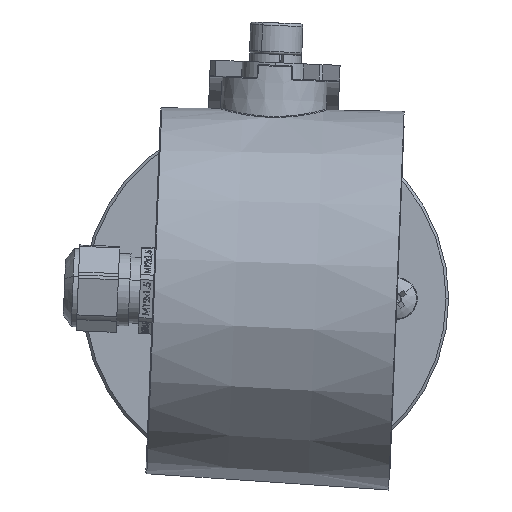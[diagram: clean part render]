
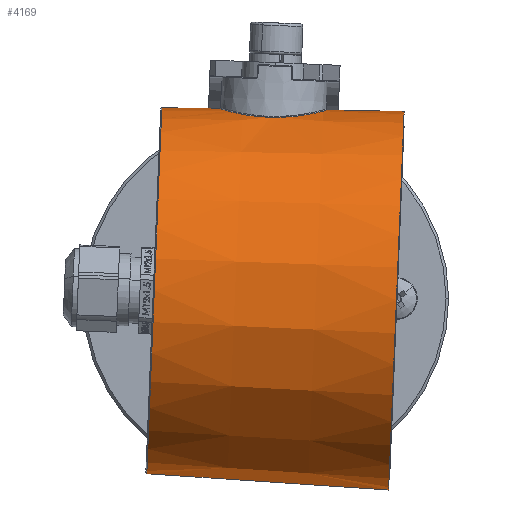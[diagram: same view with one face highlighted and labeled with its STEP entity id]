
A CAD part, top view. The second image highlights one B-rep face of the part: STEP entity #4169.
In plain terms, the highlighted conical face has half-angle 1.5 degrees and reference radius 35 mm.
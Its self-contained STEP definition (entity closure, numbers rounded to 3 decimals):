
#128 = CARTESIAN_POINT ( 'NONE',  ( 35.813, 1.341, 31.783 ) ) ;
#217 = DIRECTION ( 'NONE',  ( 0., 0., 1. ) ) ;
#1538 = CARTESIAN_POINT ( 'NONE',  ( 34.343, 8.664, 15.767 ) ) ;
#1714 = CARTESIAN_POINT ( 'NONE',  ( 35.292, 0.511, 11.148 ) ) ;
#2049 = CARTESIAN_POINT ( 'NONE',  ( 34.125, 9.666, 17.831 ) ) ;
#2099 = EDGE_CURVE ( 'NONE', #22438, #17275, #13023, .T. ) ;
#2179 = CARTESIAN_POINT ( 'NONE',  ( 35.524, 4.538, 30.821 ) ) ;
#2221 = B_SPLINE_CURVE_WITH_KNOTS ( 'NONE', 3,
 ( #33467, #4624, #9405, #9914, #4105, #7361, #22701, #4448, #32789, #19973, #30062, #15040, #14508, #17751, #4796, #7184, #25453, #12654, #22540, #24941, #2049, #33118, #1538, #22874, #12143, #28010, #25284, #11960, #30235, #6842, #27657, #12309, #4267, #14677, #1714, #32958 ),
 .UNSPECIFIED., .F., .F.,
 ( 4, 2, 2, 2, 2, 2, 2, 2, 2, 2, 2, 2, 2, 2, 2, 2, 2, 4 ),
 ( 0.032, 0.034, 0.035, 0.037, 0.039, 0.04, 0.041, 0.042, 0.043, 0.044, 0.045, 0.048, 0.051, 0.052, 0.052, 0.054, 0.055, 0.057 ),
 .UNSPECIFIED. ) ;
#2751 = VECTOR ( 'NONE', #31289, 1000. ) ;
#2867 = CARTESIAN_POINT ( 'NONE',  ( 35.286, 5.959, 29.96 ) ) ;
#3004 = CIRCLE ( 'NONE', #16088, 35.005 ) ;
#3375 = CONICAL_SURFACE ( 'NONE', #12649, 35., 0.026 ) ;
#3638 = VECTOR ( 'NONE', #7365, 1000. ) ;
#4105 = CARTESIAN_POINT ( 'NONE',  ( 34.601, 8.815, 26.921 ) ) ;
#4169 = ADVANCED_FACE ( 'NONE', ( #23622 ), #3375, .T. ) ;
#4255 = CARTESIAN_POINT ( 'NONE',  ( 35., 0., 0. ) ) ;
#4267 = CARTESIAN_POINT ( 'NONE',  ( 35.242, 2.033, 11.337 ) ) ;
#4448 = CARTESIAN_POINT ( 'NONE',  ( 34.253, 9.865, 24.619 ) ) ;
#4624 = CARTESIAN_POINT ( 'NONE',  ( 34.934, 7.59, 28.539 ) ) ;
#4675 = CARTESIAN_POINT ( 'NONE',  ( 0., 0., 0. ) ) ;
#4796 = CARTESIAN_POINT ( 'NONE',  ( 34.016, 10.314, 20.824 ) ) ;
#5473 = VERTEX_POINT ( 'NONE', #25683 ) ;
#5489 = ORIENTED_EDGE ( 'NONE', *, *, #2099, .T. ) ;
#6842 = CARTESIAN_POINT ( 'NONE',  ( 35.09, 3.989, 11.937 ) ) ;
#6942 = CARTESIAN_POINT ( 'NONE',  ( 0., 0., 46.5 ) ) ;
#7184 = CARTESIAN_POINT ( 'NONE',  ( 34.016, 10.245, 20.056 ) ) ;
#7361 = CARTESIAN_POINT ( 'NONE',  ( 34.449, 9.301, 26.035 ) ) ;
#7365 = DIRECTION ( 'NONE',  ( 0.026, 0., 1. ) ) ;
#7821 = CARTESIAN_POINT ( 'NONE',  ( 35.234, 6.23, 29.762 ) ) ;
#8078 = EDGE_CURVE ( 'NONE', #5473, #15429, #14497, .T. ) ;
#8648 = B_SPLINE_CURVE_WITH_KNOTS ( 'NONE', 3,
 ( #23523, #33251, #128, #12940, #18040, #2179, #12780, #2867, #7821, #30711, #33748, #10366 ),
 .UNSPECIFIED., .F., .F.,
 ( 4, 2, 2, 2, 2, 4 ),
 ( 0.024, 0.026, 0.028, 0.03, 0.031, 0.032 ),
 .UNSPECIFIED. ) ;
#9405 = CARTESIAN_POINT ( 'NONE',  ( 34.849, 7.924, 28.16 ) ) ;
#9914 = CARTESIAN_POINT ( 'NONE',  ( 34.682, 8.539, 27.348 ) ) ;
#10098 = EDGE_CURVE ( 'NONE', #24195, #22438, #3004, .T. ) ;
#10135 = CARTESIAN_POINT ( 'NONE',  ( 35.292, 0., 11.148 ) ) ;
#10366 = CARTESIAN_POINT ( 'NONE',  ( 35.018, 7.23, 28.892 ) ) ;
#11314 = CIRCLE ( 'NONE', #20617, 36.218 ) ;
#11960 = CARTESIAN_POINT ( 'NONE',  ( 34.983, 4.903, 12.384 ) ) ;
#12143 = CARTESIAN_POINT ( 'NONE',  ( 34.738, 6.624, 13.489 ) ) ;
#12309 = CARTESIAN_POINT ( 'NONE',  ( 35.212, 2.54, 11.452 ) ) ;
#12649 = AXIS2_PLACEMENT_3D ( 'NONE', #4675, #217, #15433 ) ;
#12654 = CARTESIAN_POINT ( 'NONE',  ( 34.06, 9.981, 18.808 ) ) ;
#12780 = CARTESIAN_POINT ( 'NONE',  ( 35.435, 5.124, 30.511 ) ) ;
#12940 = CARTESIAN_POINT ( 'NONE',  ( 35.733, 2.652, 31.524 ) ) ;
#13023 = LINE ( 'NONE', #23436, #2751 ) ;
#13366 = VECTOR ( 'NONE', #32588, 1000. ) ;
#14497 = LINE ( 'NONE', #4255, #13366 ) ;
#14508 = CARTESIAN_POINT ( 'NONE',  ( 34.031, 10.335, 21.598 ) ) ;
#14558 = VERTEX_POINT ( 'NONE', #24051 ) ;
#14677 = CARTESIAN_POINT ( 'NONE',  ( 35.282, 1.019, 11.186 ) ) ;
#14684 = LINE ( 'NONE', #22879, #3638 ) ;
#14788 = DIRECTION ( 'NONE',  ( -1., 0., 0. ) ) ;
#15040 = CARTESIAN_POINT ( 'NONE',  ( 34.039, 10.33, 21.855 ) ) ;
#15330 = CARTESIAN_POINT ( 'NONE',  ( -35.005, 0., 0.195 ) ) ;
#15429 = VERTEX_POINT ( 'NONE', #31897 ) ;
#15433 = DIRECTION ( 'NONE',  ( 1., 0., 0. ) ) ;
#15571 = CARTESIAN_POINT ( 'NONE',  ( 35.005, 0., 0.195 ) ) ;
#16088 = AXIS2_PLACEMENT_3D ( 'NONE', #24472, #21905, #16608 ) ;
#16608 = DIRECTION ( 'NONE',  ( -1., 0., 0. ) ) ;
#17275 = VERTEX_POINT ( 'NONE', #22226 ) ;
#17751 = CARTESIAN_POINT ( 'NONE',  ( 34.019, 10.327, 21.082 ) ) ;
#18040 = CARTESIAN_POINT ( 'NONE',  ( 35.673, 3.305, 31.327 ) ) ;
#19973 = CARTESIAN_POINT ( 'NONE',  ( 34.108, 10.217, 23.124 ) ) ;
#20617 = AXIS2_PLACEMENT_3D ( 'NONE', #6942, #33055, #14788 ) ;
#21669 = ORIENTED_EDGE ( 'NONE', *, *, #31546, .F. ) ;
#21905 = DIRECTION ( 'NONE',  ( 0., 0., 1. ) ) ;
#22226 = CARTESIAN_POINT ( 'NONE',  ( -36.218, 0., 46.5 ) ) ;
#22438 = VERTEX_POINT ( 'NONE', #15330 ) ;
#22540 = CARTESIAN_POINT ( 'NONE',  ( 34.074, 9.911, 18.562 ) ) ;
#22701 = CARTESIAN_POINT ( 'NONE',  ( 34.379, 9.511, 25.575 ) ) ;
#22874 = CARTESIAN_POINT ( 'NONE',  ( 34.601, 7.37, 14.172 ) ) ;
#22879 = CARTESIAN_POINT ( 'NONE',  ( 35., 0., 0. ) ) ;
#23436 = CARTESIAN_POINT ( 'NONE',  ( -35., 0., 0. ) ) ;
#23523 = CARTESIAN_POINT ( 'NONE',  ( 35.834, 0., 31.848 ) ) ;
#23622 = FACE_OUTER_BOUND ( 'NONE', #27006, .T. ) ;
#24051 = CARTESIAN_POINT ( 'NONE',  ( 35.018, 7.23, 28.892 ) ) ;
#24195 = VERTEX_POINT ( 'NONE', #15571 ) ;
#24472 = CARTESIAN_POINT ( 'NONE',  ( 0., 0., 0.195 ) ) ;
#24941 = CARTESIAN_POINT ( 'NONE',  ( 34.106, 9.754, 18.074 ) ) ;
#25284 = CARTESIAN_POINT ( 'NONE',  ( 34.925, 5.346, 12.638 ) ) ;
#25453 = CARTESIAN_POINT ( 'NONE',  ( 34.027, 10.161, 19.553 ) ) ;
#25683 = CARTESIAN_POINT ( 'NONE',  ( 35.834, 0., 31.848 ) ) ;
#26053 = EDGE_CURVE ( 'NONE', #5473, #14558, #8648, .T. ) ;
#26462 = ORIENTED_EDGE ( 'NONE', *, *, #26053, .T. ) ;
#26531 = ORIENTED_EDGE ( 'NONE', *, *, #29393, .T. ) ;
#27006 = EDGE_LOOP ( 'NONE', ( #31270, #5489, #28334, #28999, #26462, #26531, #21669 ) ) ;
#27657 = CARTESIAN_POINT ( 'NONE',  ( 35.136, 3.516, 11.752 ) ) ;
#28010 = CARTESIAN_POINT ( 'NONE',  ( 34.894, 5.565, 12.774 ) ) ;
#28334 = ORIENTED_EDGE ( 'NONE', *, *, #33357, .T. ) ;
#28999 = ORIENTED_EDGE ( 'NONE', *, *, #8078, .F. ) ;
#29393 = EDGE_CURVE ( 'NONE', #14558, #32374, #2221, .T. ) ;
#30062 = CARTESIAN_POINT ( 'NONE',  ( 34.074, 10.284, 22.62 ) ) ;
#30235 = CARTESIAN_POINT ( 'NONE',  ( 35.011, 4.677, 12.266 ) ) ;
#30711 = CARTESIAN_POINT ( 'NONE',  ( 35.127, 6.747, 29.344 ) ) ;
#31270 = ORIENTED_EDGE ( 'NONE', *, *, #10098, .T. ) ;
#31289 = DIRECTION ( 'NONE',  ( -0.026, 0., 1. ) ) ;
#31546 = EDGE_CURVE ( 'NONE', #24195, #32374, #14684, .T. ) ;
#31897 = CARTESIAN_POINT ( 'NONE',  ( 36.218, 0., 46.5 ) ) ;
#32374 = VERTEX_POINT ( 'NONE', #10135 ) ;
#32588 = DIRECTION ( 'NONE',  ( 0.026, 0., 1. ) ) ;
#32789 = CARTESIAN_POINT ( 'NONE',  ( 34.197, 10.008, 24.121 ) ) ;
#32958 = CARTESIAN_POINT ( 'NONE',  ( 35.292, 0., 11.148 ) ) ;
#33055 = DIRECTION ( 'NONE',  ( 0., 0., -1. ) ) ;
#33118 = CARTESIAN_POINT ( 'NONE',  ( 34.228, 9.181, 16.641 ) ) ;
#33251 = CARTESIAN_POINT ( 'NONE',  ( 35.834, 0.675, 31.848 ) ) ;
#33357 = EDGE_CURVE ( 'NONE', #17275, #15429, #11314, .T. ) ;
#33467 = CARTESIAN_POINT ( 'NONE',  ( 35.018, 7.23, 28.892 ) ) ;
#33748 = CARTESIAN_POINT ( 'NONE',  ( 35.073, 6.994, 29.124 ) ) ;
